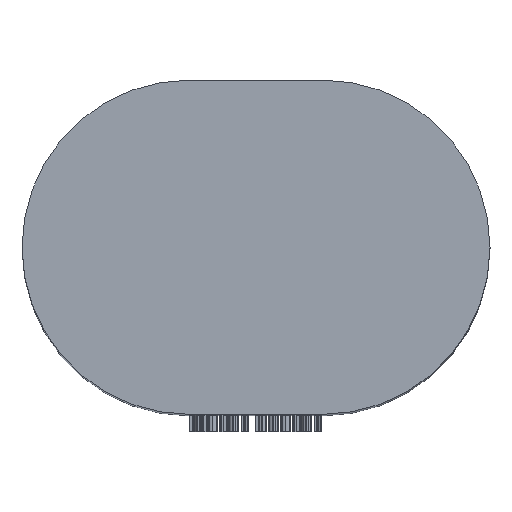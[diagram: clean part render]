
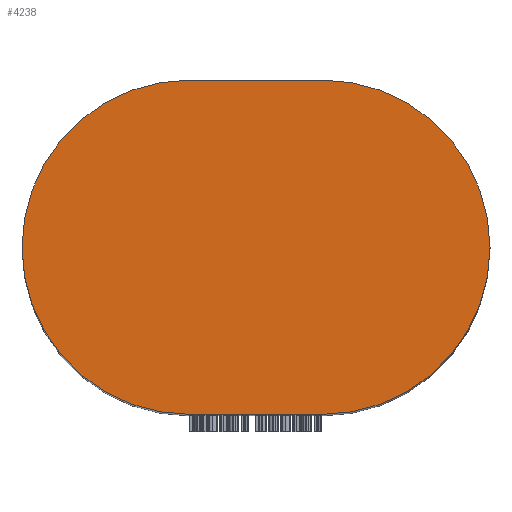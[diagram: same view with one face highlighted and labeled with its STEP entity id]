
A CAD part, top view. The second image highlights one B-rep face of the part: STEP entity #4238.
In plain terms, the highlighted planar face has unit normal (0, 0, 1).
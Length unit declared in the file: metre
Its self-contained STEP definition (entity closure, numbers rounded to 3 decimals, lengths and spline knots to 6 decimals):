
#133=CIRCLE('',#4489,0.127);
#134=CIRCLE('',#4490,0.127);
#228=LINE('',#5842,#643);
#230=LINE('',#5846,#645);
#643=VECTOR('',#4703,1.);
#645=VECTOR('',#4707,1.);
#1161=ORIENTED_EDGE('',*,*,#2469,.F.);
#1162=ORIENTED_EDGE('',*,*,#2475,.T.);
#1163=ORIENTED_EDGE('',*,*,#2471,.T.);
#1164=ORIENTED_EDGE('',*,*,#2476,.T.);
#2469=EDGE_CURVE('',#3126,#3127,#228,.T.);
#2471=EDGE_CURVE('',#3128,#3129,#230,.T.);
#2475=EDGE_CURVE('',#3126,#3128,#133,.T.);
#2476=EDGE_CURVE('',#3129,#3127,#134,.T.);
#3126=VERTEX_POINT('',#5841);
#3127=VERTEX_POINT('',#5843);
#3128=VERTEX_POINT('',#5847);
#3129=VERTEX_POINT('',#5848);
#3627=EDGE_LOOP('',(#1161,#1162,#1163,#1164));
#3880=FACE_BOUND('',#3627,.T.);
#4122=PLANE('',#4488);
#4238=ADVANCED_FACE('',(#3880),#4122,.T.);
#4488=AXIS2_PLACEMENT_3D('',#5854,#4711,#4712);
#4489=AXIS2_PLACEMENT_3D('',#5855,#4713,#4714);
#4490=AXIS2_PLACEMENT_3D('',#5856,#4715,#4716);
#4703=DIRECTION('',(-1.,0.,0.));
#4707=DIRECTION('',(-1.,0.,0.));
#4711=DIRECTION('',(0.,0.,1.));
#4712=DIRECTION('',(1.,0.,0.));
#4713=DIRECTION('',(0.,0.,1.));
#4714=DIRECTION('',(1.,0.,0.));
#4715=DIRECTION('',(0.,0.,1.));
#4716=DIRECTION('',(1.,0.,0.));
#5841=CARTESIAN_POINT('',(-0.127,0.,0.6604));
#5842=CARTESIAN_POINT('',(-0.1778,0.,0.6604));
#5843=CARTESIAN_POINT('',(-0.2286,0.,0.6604));
#5846=CARTESIAN_POINT('',(-0.1778,0.254,0.6604));
#5847=CARTESIAN_POINT('',(-0.127,0.254,0.6604));
#5848=CARTESIAN_POINT('',(-0.2286,0.254,0.6604));
#5854=CARTESIAN_POINT('',(-0.1778,0.127,0.6604));
#5855=CARTESIAN_POINT('',(-0.127,0.127,0.6604));
#5856=CARTESIAN_POINT('',(-0.2286,0.127,0.6604));
